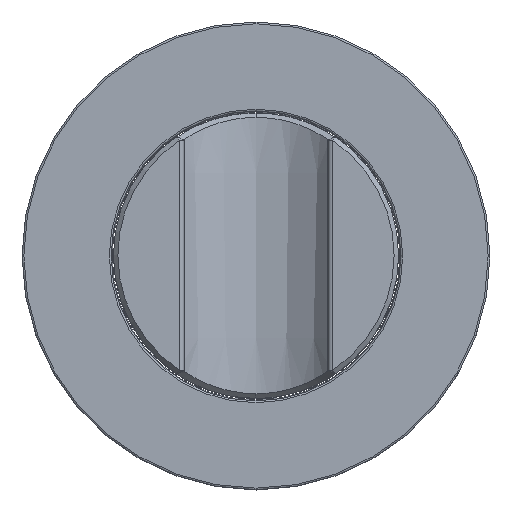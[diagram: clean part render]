
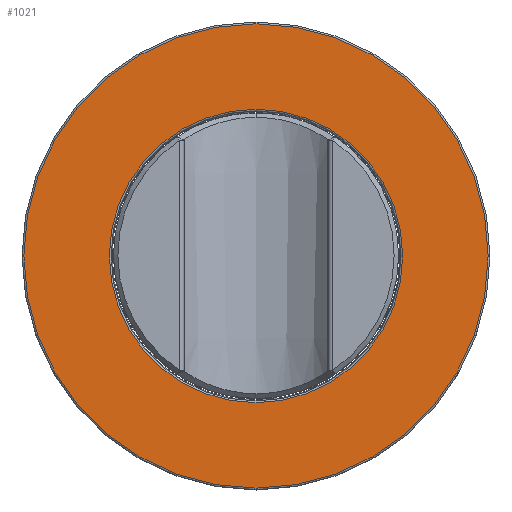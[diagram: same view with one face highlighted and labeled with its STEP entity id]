
A CAD part, top view. The second image highlights one B-rep face of the part: STEP entity #1021.
In plain terms, the highlighted planar face has unit normal (0, 0, 1).
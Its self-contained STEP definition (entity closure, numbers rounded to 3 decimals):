
#152=CIRCLE('',#1131,16.3);
#153=CIRCLE('',#1133,25.8);
#356=ORIENTED_EDGE('',*,*,#470,.T.);
#357=ORIENTED_EDGE('',*,*,#471,.F.);
#470=EDGE_CURVE('',#546,#546,#152,.T.);
#471=EDGE_CURVE('',#547,#547,#153,.T.);
#546=VERTEX_POINT('',#2200);
#547=VERTEX_POINT('',#2203);
#706=EDGE_LOOP('',(#356));
#707=EDGE_LOOP('',(#357));
#804=FACE_BOUND('',#706,.T.);
#805=FACE_BOUND('',#707,.T.);
#842=PLANE('',#1132);
#1021=ADVANCED_FACE('',(#804,#805),#842,.F.);
#1131=AXIS2_PLACEMENT_3D('',#2199,#1345,#1346);
#1132=AXIS2_PLACEMENT_3D('',#2201,#1347,#1348);
#1133=AXIS2_PLACEMENT_3D('',#2202,#1349,#1350);
#1345=DIRECTION('',(0.,0.,-1.));
#1346=DIRECTION('',(-1.,0.,0.));
#1347=DIRECTION('',(0.,0.,-1.));
#1348=DIRECTION('',(1.,0.,0.));
#1349=DIRECTION('',(0.,0.,-1.));
#1350=DIRECTION('',(1.,0.,0.));
#2199=CARTESIAN_POINT('',(0.,0.,5.));
#2200=CARTESIAN_POINT('',(-16.3,0.,5.));
#2201=CARTESIAN_POINT('',(0.,0.,5.));
#2202=CARTESIAN_POINT('',(0.,0.,5.));
#2203=CARTESIAN_POINT('',(25.8,0.,5.));
